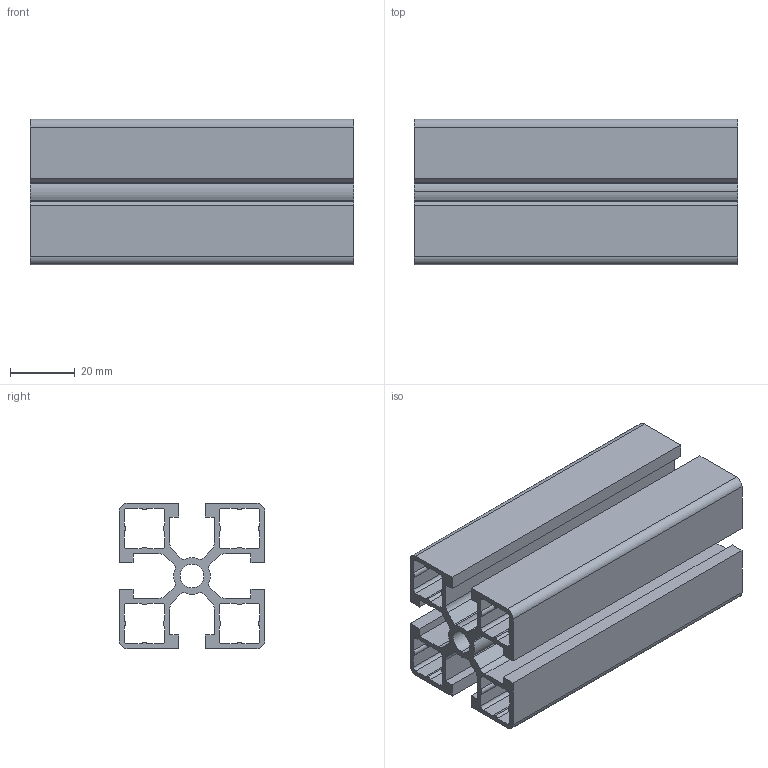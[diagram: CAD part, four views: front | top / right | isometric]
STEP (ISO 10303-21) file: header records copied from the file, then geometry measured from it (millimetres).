
FILE_DESCRIPTION (( 'STEP AP214' ), '1' );
FILE_NAME ('084.101.014.STEP', '2020-07-23T07:12:59', ( '' ), ( '' ), 'SwSTEP 2.0', 'SolidWorks 2018', '' );
FILE_SCHEMA (( 'AUTOMOTIVE_DESIGN' ));
Length unit declared in the file: millimetre
Products named in the file (1): 084.101.014
Bounding box: 100 x 45 x 45 mm (x, y, z)
Volume: 56088.6 mm3; surface area: 57446.8 mm2
Topology: 1 solids, 1 shells, 139 faces, 411 edges, 274 vertices
Faces by surface type: plane 74, cylinder 65
Entity records: 4729 total; most frequent: CARTESIAN_POINT 825, ORIENTED_EDGE 822, DIRECTION 821, EDGE_CURVE 411, LINE 281, VECTOR 281, VERTEX_POINT 274, AXIS2_PLACEMENT_3D 270
